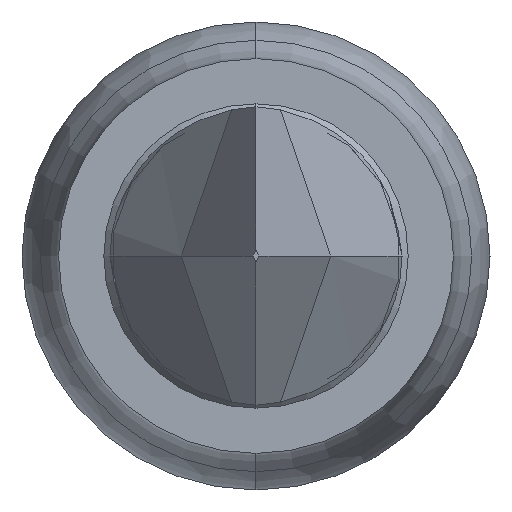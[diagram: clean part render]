
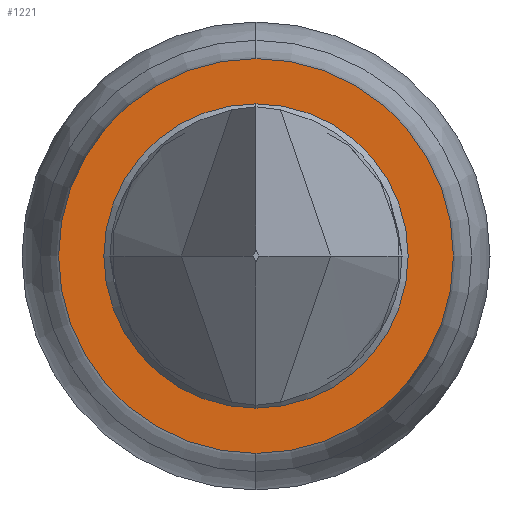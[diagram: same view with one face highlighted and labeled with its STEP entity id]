
A CAD part, left-side view. The second image highlights one B-rep face of the part: STEP entity #1221.
In plain terms, the highlighted planar face has unit normal (-1, 0, 0).
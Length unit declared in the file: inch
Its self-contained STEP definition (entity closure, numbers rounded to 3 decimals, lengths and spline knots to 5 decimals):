
#23 = CIRCLE ( 'NONE', #414, 0.01025 ) ;
#34 = CIRCLE ( 'NONE', #443, 0.01025 ) ;
#64 = DIRECTION ( 'NONE',  ( -1., 0., 0. ) ) ;
#67 = DIRECTION ( 'NONE',  ( 0., 0., 1. ) ) ;
#79 = CARTESIAN_POINT ( 'NONE',  ( 0., 0.0125, 0. ) ) ;
#80 = VERTEX_POINT ( 'NONE', #118 ) ;
#84 = DIRECTION ( 'NONE',  ( 1., 0., 0. ) ) ;
#118 = CARTESIAN_POINT ( 'NONE',  ( 0., 0., 0.01025 ) ) ;
#146 = PLANE ( 'NONE',  #1106 ) ;
#203 = DIRECTION ( 'NONE',  ( 0., 0., -1. ) ) ;
#367 = EDGE_CURVE ( 'NONE', #672, #556, #758, .T. ) ;
#414 = AXIS2_PLACEMENT_3D ( 'NONE', #1488, #1470, #1465 ) ;
#431 = FACE_BOUND ( 'NONE', #1486, .T. ) ;
#443 = AXIS2_PLACEMENT_3D ( 'NONE', #1716, #64, #67 ) ;
#445 = CARTESIAN_POINT ( 'NONE',  ( 0., 0., -0.01025 ) ) ;
#520 = EDGE_CURVE ( 'NONE', #556, #672, #703, .T. ) ;
#525 = CARTESIAN_POINT ( 'NONE',  ( 0., 0., 0. ) ) ;
#527 = DIRECTION ( 'NONE',  ( -1., 0., 0. ) ) ;
#530 = DIRECTION ( 'NONE',  ( 0., 0., -1. ) ) ;
#551 = AXIS2_PLACEMENT_3D ( 'NONE', #721, #725, #739 ) ;
#556 = VERTEX_POINT ( 'NONE', #701 ) ;
#672 = VERTEX_POINT ( 'NONE', #818 ) ;
#701 = CARTESIAN_POINT ( 'NONE',  ( 0., 0., -0.0079 ) ) ;
#703 = CIRCLE ( 'NONE', #551, 0.0079 ) ;
#721 = CARTESIAN_POINT ( 'NONE',  ( 0., 0., 0. ) ) ;
#725 = DIRECTION ( 'NONE',  ( -1., 0., 0. ) ) ;
#739 = DIRECTION ( 'NONE',  ( 0., 0., -1. ) ) ;
#758 = CIRCLE ( 'NONE', #1229, 0.0079 ) ;
#803 = FACE_OUTER_BOUND ( 'NONE', #1683, .T. ) ;
#805 = ORIENTED_EDGE ( 'NONE', *, *, #1324, .T. ) ;
#818 = CARTESIAN_POINT ( 'NONE',  ( 0., 0., 0.0079 ) ) ;
#945 = ORIENTED_EDGE ( 'NONE', *, *, #367, .F. ) ;
#1106 = AXIS2_PLACEMENT_3D ( 'NONE', #79, #84, #203 ) ;
#1221 = ADVANCED_FACE ( 'NONE', ( #431, #803 ), #146, .F. ) ;
#1229 = AXIS2_PLACEMENT_3D ( 'NONE', #525, #527, #530 ) ;
#1324 = EDGE_CURVE ( 'NONE', #80, #1612, #23, .T. ) ;
#1465 = DIRECTION ( 'NONE',  ( 0., 0., 1. ) ) ;
#1470 = DIRECTION ( 'NONE',  ( -1., 0., 0. ) ) ;
#1486 = EDGE_LOOP ( 'NONE', ( #1596, #945 ) ) ;
#1488 = CARTESIAN_POINT ( 'NONE',  ( 0., 0., 0. ) ) ;
#1596 = ORIENTED_EDGE ( 'NONE', *, *, #520, .F. ) ;
#1598 = EDGE_CURVE ( 'NONE', #1612, #80, #34, .T. ) ;
#1612 = VERTEX_POINT ( 'NONE', #445 ) ;
#1683 = EDGE_LOOP ( 'NONE', ( #805, #1687 ) ) ;
#1687 = ORIENTED_EDGE ( 'NONE', *, *, #1598, .T. ) ;
#1716 = CARTESIAN_POINT ( 'NONE',  ( 0., 0., 0. ) ) ;
